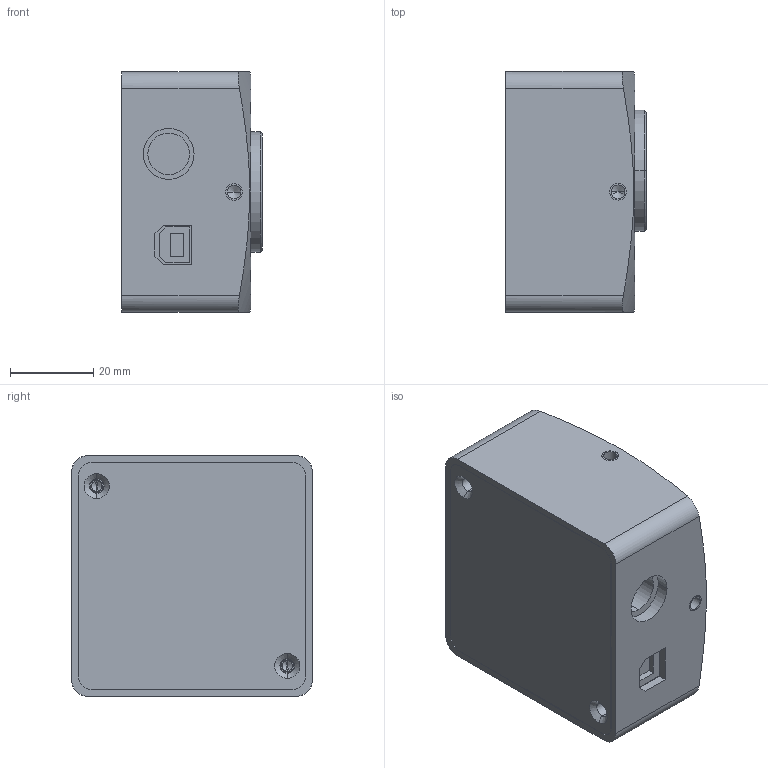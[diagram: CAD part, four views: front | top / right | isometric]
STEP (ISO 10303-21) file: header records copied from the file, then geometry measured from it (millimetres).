
FILE_DESCRIPTION((''),'2;1');
FILE_NAME('101005_02','2018-01-19T',('zkm'),(''),'PRO/ENGINEER BY PARAMETRIC TECHNOLOGY CORPORATION, 2004110','PRO/ENGINEER BY PARAMETRIC TECHNOLOGY CORPORATION, 2004110','');
FILE_SCHEMA(('CONFIG_CONTROL_DESIGN'));
Length unit declared in the file: millimetre
Products named in the file (1): 101005_02
Bounding box: 33.8 x 57.8 x 57.8 mm (x, y, z)
Volume: 50510.4 mm3; surface area: 36353.9 mm2
Topology: 1 solids, 18 shells, 501 faces, 1355 edges, 881 vertices
Faces by surface type: plane 236, cylinder 176, extrusion 53, cone 34, torus 2
Entity records: 16132 total; most frequent: CARTESIAN_POINT 3353, ORIENTED_EDGE 2618, DIRECTION 2605, EDGE_CURVE 1341, AXIS2_PLACEMENT_3D 882, VERTEX_POINT 881, VECTOR 841, LINE 788
